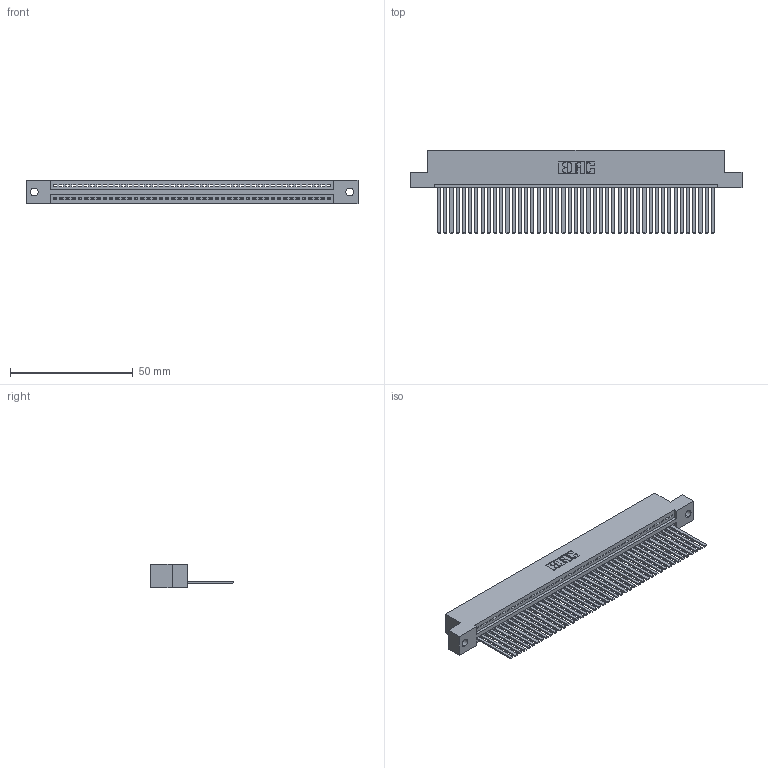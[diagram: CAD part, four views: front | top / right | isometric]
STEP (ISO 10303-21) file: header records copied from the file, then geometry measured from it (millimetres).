
FILE_DESCRIPTION (( 'STEP AP203' ), '1' );
FILE_NAME ('345-045-544-102.STEP', '2018-09-09T11:58:53', ( '' ), ( '' ), 'SwSTEP 2.0', 'SolidWorks 2016', '' );
FILE_SCHEMA (( 'CONFIG_CONTROL_DESIGN' ));
Length unit declared in the file: inch
Products named in the file (3): 345 Part_Flush Mounting Lugs - 0.128 Dia; 345-292-001_345-293-144; 345-045-544-102
Assembly tree (46 placements, depth 2):
  345-045-544-102
    345 Part_Flush Mounting Lugs - 0.128 Dia
    345-292-001_345-293-144  x45
Bounding box: 135.51 x 33.96 x 9.4 mm (x, y, z)
Volume: 13379.8 mm3; surface area: 19114.4 mm2
Topology: 46 solids, 46 shells, 2466 faces, 7451 edges, 4906 vertices
Faces by surface type: plane 1700, cylinder 766
Entity records: 33283 total; most frequent: CARTESIAN_POINT 5771, ORIENTED_EDGE 5750, DIRECTION 5033, EDGE_CURVE 2875, VECTOR 2567, LINE 2567, VERTEX_POINT 1914, AXIS2_PLACEMENT_3D 1233
